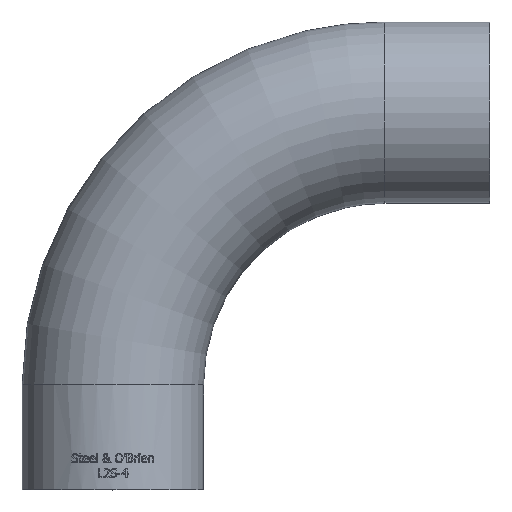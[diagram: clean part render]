
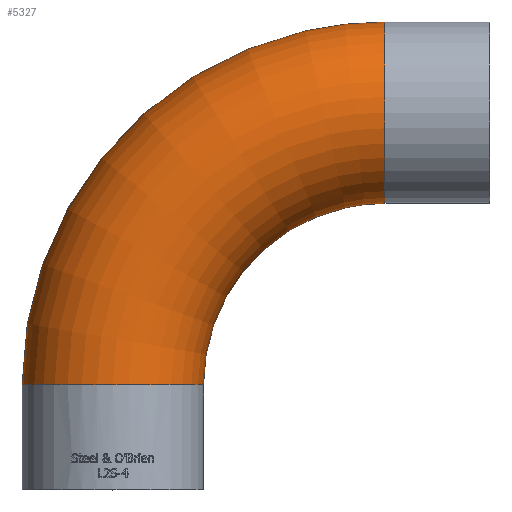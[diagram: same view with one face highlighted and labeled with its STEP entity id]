
A CAD part, top view. The second image highlights one B-rep face of the part: STEP entity #5327.
In plain terms, the highlighted toroidal (fillet/blend) face has major radius 152.4 mm and minor radius 50.8 mm.
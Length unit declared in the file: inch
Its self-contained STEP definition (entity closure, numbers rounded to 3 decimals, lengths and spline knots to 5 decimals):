
#14=TOROIDAL_SURFACE('',#5614,6.,2.);
#212=FACE_BOUND('',#1243,.T.);
#915=FACE_OUTER_BOUND('',#1242,.T.);
#1242=EDGE_LOOP('',(#4972));
#1243=EDGE_LOOP('',(#4973));
#1359=CIRCLE('',#5595,2.);
#1366=CIRCLE('',#5613,2.);
#2611=VERTEX_POINT('',#11748);
#2618=VERTEX_POINT('',#11773);
#3399=EDGE_CURVE('',#2611,#2611,#1359,.T.);
#3406=EDGE_CURVE('',#2618,#2618,#1366,.T.);
#4972=ORIENTED_EDGE('',*,*,#3406,.F.);
#4973=ORIENTED_EDGE('',*,*,#3399,.T.);
#5327=ADVANCED_FACE('',(#915,#212),#14,.T.);
#5595=AXIS2_PLACEMENT_3D('',#11749,#6504,#6505);
#5613=AXIS2_PLACEMENT_3D('',#11774,#6540,#6541);
#5614=AXIS2_PLACEMENT_3D('',#11775,#6542,#6543);
#6504=DIRECTION('center_axis',(0.,1.,0.));
#6505=DIRECTION('ref_axis',(-1.,0.,0.));
#6540=DIRECTION('center_axis',(1.,0.,0.));
#6541=DIRECTION('ref_axis',(0.,1.,0.));
#6542=DIRECTION('center_axis',(0.,0.,-1.));
#6543=DIRECTION('ref_axis',(-1.,0.,0.));
#11748=CARTESIAN_POINT('',(2.,2.313,0.));
#11749=CARTESIAN_POINT('Origin',(0.,2.313,0.));
#11773=CARTESIAN_POINT('',(6.,6.313,0.));
#11774=CARTESIAN_POINT('Origin',(6.,8.313,0.));
#11775=CARTESIAN_POINT('Origin',(6.,2.313,0.));
